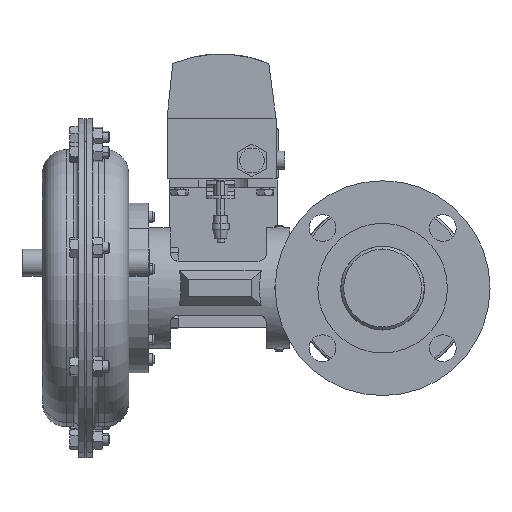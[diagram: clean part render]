
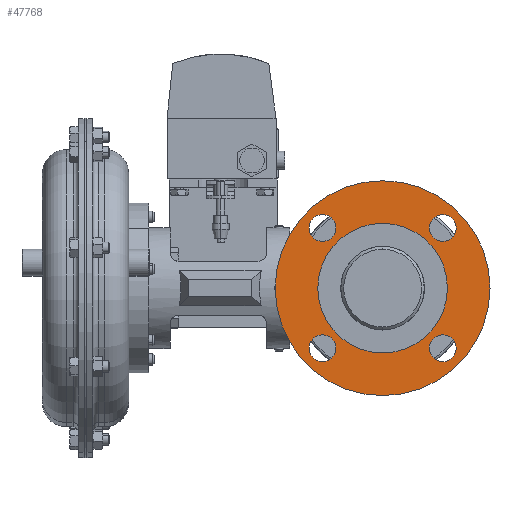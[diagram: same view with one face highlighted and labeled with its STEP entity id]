
A CAD part, left-side view. The second image highlights one B-rep face of the part: STEP entity #47768.
In plain terms, the highlighted planar face has unit normal (-1, 0, 0).
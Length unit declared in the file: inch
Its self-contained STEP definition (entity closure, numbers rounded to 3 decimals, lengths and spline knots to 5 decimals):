
#114 = DIRECTION ( 'NONE',  ( 0., 1., 0. ) ) ;
#229 = AXIS2_PLACEMENT_3D ( 'NONE', #36598, #14167, #40353 ) ;
#540 = ORIENTED_EDGE ( 'NONE', *, *, #19173, .F. ) ;
#619 = FACE_BOUND ( 'NONE', #29061, .T. ) ;
#799 = DIRECTION ( 'NONE',  ( 0., 1., 0. ) ) ;
#1020 = PLANE ( 'NONE',  #21934 ) ;
#2015 = VERTEX_POINT ( 'NONE', #10438 ) ;
#2102 = VERTEX_POINT ( 'NONE', #41277 ) ;
#3378 = DIRECTION ( 'NONE',  ( -1., 0., 0. ) ) ;
#3697 = DIRECTION ( 'NONE',  ( -1., 0., 0. ) ) ;
#3820 = ORIENTED_EDGE ( 'NONE', *, *, #22031, .F. ) ;
#4735 = ORIENTED_EDGE ( 'NONE', *, *, #12629, .F. ) ;
#4740 = CARTESIAN_POINT ( 'NONE',  ( -4.9375, 0., -1.81 ) ) ;
#4862 = VERTEX_POINT ( 'NONE', #17600 ) ;
#6053 = AXIS2_PLACEMENT_3D ( 'NONE', #19762, #46013, #23516 ) ;
#6397 = EDGE_CURVE ( 'NONE', #13239, #40580, #12516, .T. ) ;
#8399 = DIRECTION ( 'NONE',  ( 0., 1., 0. ) ) ;
#8441 = VERTEX_POINT ( 'NONE', #10908 ) ;
#9253 = FACE_OUTER_BOUND ( 'NONE', #30744, .T. ) ;
#9858 = CARTESIAN_POINT ( 'NONE',  ( -4.9375, 0., 0. ) ) ;
#9986 = EDGE_LOOP ( 'NONE', ( #27496, #34952 ) ) ;
#10438 = CARTESIAN_POINT ( 'NONE',  ( -4.9375, 2.05438, 1.67938 ) ) ;
#10581 = CIRCLE ( 'NONE', #30405, 3. ) ;
#10908 = CARTESIAN_POINT ( 'NONE',  ( -4.9375, 2.05438, -1.67938 ) ) ;
#12479 = CARTESIAN_POINT ( 'NONE',  ( -4.9375, 0., 0. ) ) ;
#12516 = CIRCLE ( 'NONE', #42608, 0.375 ) ;
#12629 = EDGE_CURVE ( 'NONE', #4862, #2015, #26870, .T. ) ;
#13091 = EDGE_CURVE ( 'NONE', #2102, #18109, #10581, .T. ) ;
#13239 = VERTEX_POINT ( 'NONE', #41412 ) ;
#13527 = DIRECTION ( 'NONE',  ( 0., 1., 0. ) ) ;
#14167 = DIRECTION ( 'NONE',  ( -1., 0., 0. ) ) ;
#14255 = DIRECTION ( 'NONE',  ( -1., 0., 0. ) ) ;
#14929 = DIRECTION ( 'NONE',  ( -1., 0., 0. ) ) ;
#15461 = VERTEX_POINT ( 'NONE', #28133 ) ;
#16176 = DIRECTION ( 'NONE',  ( 0., 1., 0. ) ) ;
#16209 = DIRECTION ( 'NONE',  ( -1., 0., 0. ) ) ;
#16429 = CIRCLE ( 'NONE', #36101, 0.375 ) ;
#17600 = CARTESIAN_POINT ( 'NONE',  ( -4.9375, 1.30438, 1.67938 ) ) ;
#18109 = VERTEX_POINT ( 'NONE', #30891 ) ;
#18228 = AXIS2_PLACEMENT_3D ( 'NONE', #37366, #14929, #41121 ) ;
#18722 = AXIS2_PLACEMENT_3D ( 'NONE', #19979, #46239, #23747 ) ;
#19002 = FACE_BOUND ( 'NONE', #22663, .T. ) ;
#19173 = EDGE_CURVE ( 'NONE', #8441, #47852, #47685, .T. ) ;
#19600 = ORIENTED_EDGE ( 'NONE', *, *, #33159, .T. ) ;
#19762 = CARTESIAN_POINT ( 'NONE',  ( -4.9375, -1.67938, -1.67938 ) ) ;
#19979 = CARTESIAN_POINT ( 'NONE',  ( -4.9375, 1.67938, 1.67938 ) ) ;
#20193 = FACE_BOUND ( 'NONE', #9986, .T. ) ;
#21290 = AXIS2_PLACEMENT_3D ( 'NONE', #12479, #38639, #16176 ) ;
#21662 = CARTESIAN_POINT ( 'NONE',  ( -4.9375, 1.81, 0. ) ) ;
#21934 = AXIS2_PLACEMENT_3D ( 'NONE', #4740, #41817, #8399 ) ;
#22031 = EDGE_CURVE ( 'NONE', #2015, #4862, #34643, .T. ) ;
#22208 = DIRECTION ( 'NONE',  ( -1., 0., 0. ) ) ;
#22376 = EDGE_CURVE ( 'NONE', #47852, #8441, #16429, .T. ) ;
#22458 = ORIENTED_EDGE ( 'NONE', *, *, #31300, .F. ) ;
#22663 = EDGE_LOOP ( 'NONE', ( #37889, #22458 ) ) ;
#22685 = AXIS2_PLACEMENT_3D ( 'NONE', #45363, #22868, #799 ) ;
#22868 = DIRECTION ( 'NONE',  ( -1., 0., 0. ) ) ;
#23210 = CARTESIAN_POINT ( 'NONE',  ( -4.9375, -2.05438, -1.67938 ) ) ;
#23333 = ORIENTED_EDGE ( 'NONE', *, *, #27785, .F. ) ;
#23516 = DIRECTION ( 'NONE',  ( 0., 1., 0. ) ) ;
#23561 = VERTEX_POINT ( 'NONE', #23210 ) ;
#23747 = DIRECTION ( 'NONE',  ( 0., 1., 0. ) ) ;
#24246 = CARTESIAN_POINT ( 'NONE',  ( -4.9375, 1.30438, -1.67938 ) ) ;
#24249 = EDGE_LOOP ( 'NONE', ( #23333, #40762 ) ) ;
#24328 = AXIS2_PLACEMENT_3D ( 'NONE', #25814, #3697, #29623 ) ;
#25400 = EDGE_CURVE ( 'NONE', #15461, #23561, #29470, .T. ) ;
#25498 = CARTESIAN_POINT ( 'NONE',  ( -4.9375, -1.67938, 1.67938 ) ) ;
#25814 = CARTESIAN_POINT ( 'NONE',  ( -4.9375, 1.67938, -1.67938 ) ) ;
#25945 = ORIENTED_EDGE ( 'NONE', *, *, #13091, .T. ) ;
#26149 = VERTEX_POINT ( 'NONE', #21662 ) ;
#26870 = CIRCLE ( 'NONE', #18722, 0.375 ) ;
#27496 = ORIENTED_EDGE ( 'NONE', *, *, #25400, .F. ) ;
#27785 = EDGE_CURVE ( 'NONE', #26149, #47105, #35239, .T. ) ;
#28133 = CARTESIAN_POINT ( 'NONE',  ( -4.9375, -1.30438, -1.67938 ) ) ;
#28317 = EDGE_CURVE ( 'NONE', #23561, #15461, #32287, .T. ) ;
#29013 = FACE_BOUND ( 'NONE', #24249, .T. ) ;
#29061 = EDGE_LOOP ( 'NONE', ( #540, #39987 ) ) ;
#29296 = DIRECTION ( 'NONE',  ( 0., 1., 0. ) ) ;
#29470 = CIRCLE ( 'NONE', #18228, 0.375 ) ;
#29623 = DIRECTION ( 'NONE',  ( 0., 1., 0. ) ) ;
#30254 = CIRCLE ( 'NONE', #21290, 1.81 ) ;
#30405 = AXIS2_PLACEMENT_3D ( 'NONE', #44685, #22208, #114 ) ;
#30744 = EDGE_LOOP ( 'NONE', ( #25945, #19600 ) ) ;
#30891 = CARTESIAN_POINT ( 'NONE',  ( -4.9375, -3., 0. ) ) ;
#31300 = EDGE_CURVE ( 'NONE', #40580, #13239, #42047, .T. ) ;
#31694 = EDGE_LOOP ( 'NONE', ( #3820, #4735 ) ) ;
#32287 = CIRCLE ( 'NONE', #6053, 0.375 ) ;
#33159 = EDGE_CURVE ( 'NONE', #18109, #2102, #33748, .T. ) ;
#33748 = CIRCLE ( 'NONE', #35461, 3. ) ;
#34643 = CIRCLE ( 'NONE', #42033, 0.375 ) ;
#34869 = CARTESIAN_POINT ( 'NONE',  ( -4.9375, -1.81, 0. ) ) ;
#34952 = ORIENTED_EDGE ( 'NONE', *, *, #28317, .F. ) ;
#35239 = CIRCLE ( 'NONE', #22685, 1.81 ) ;
#35461 = AXIS2_PLACEMENT_3D ( 'NONE', #9858, #35947, #13527 ) ;
#35572 = CARTESIAN_POINT ( 'NONE',  ( -4.9375, -2.05438, 1.67938 ) ) ;
#35947 = DIRECTION ( 'NONE',  ( -1., 0., 0. ) ) ;
#36101 = AXIS2_PLACEMENT_3D ( 'NONE', #36681, #14255, #40432 ) ;
#36598 = CARTESIAN_POINT ( 'NONE',  ( -4.9375, -1.67938, 1.67938 ) ) ;
#36681 = CARTESIAN_POINT ( 'NONE',  ( -4.9375, 1.67938, -1.67938 ) ) ;
#37366 = CARTESIAN_POINT ( 'NONE',  ( -4.9375, -1.67938, -1.67938 ) ) ;
#37889 = ORIENTED_EDGE ( 'NONE', *, *, #6397, .F. ) ;
#38639 = DIRECTION ( 'NONE',  ( -1., 0., 0. ) ) ;
#38666 = CARTESIAN_POINT ( 'NONE',  ( -4.9375, 1.67938, 1.67938 ) ) ;
#39987 = ORIENTED_EDGE ( 'NONE', *, *, #22376, .F. ) ;
#40353 = DIRECTION ( 'NONE',  ( 0., 1., 0. ) ) ;
#40432 = DIRECTION ( 'NONE',  ( 0., 1., 0. ) ) ;
#40580 = VERTEX_POINT ( 'NONE', #35572 ) ;
#40762 = ORIENTED_EDGE ( 'NONE', *, *, #47091, .F. ) ;
#41121 = DIRECTION ( 'NONE',  ( 0., 1., 0. ) ) ;
#41277 = CARTESIAN_POINT ( 'NONE',  ( -4.9375, 3., 0. ) ) ;
#41357 = FACE_BOUND ( 'NONE', #31694, .T. ) ;
#41412 = CARTESIAN_POINT ( 'NONE',  ( -4.9375, -1.30438, 1.67938 ) ) ;
#41817 = DIRECTION ( 'NONE',  ( -1., 0., 0. ) ) ;
#42033 = AXIS2_PLACEMENT_3D ( 'NONE', #38666, #16209, #42427 ) ;
#42047 = CIRCLE ( 'NONE', #229, 0.375 ) ;
#42427 = DIRECTION ( 'NONE',  ( 0., 1., 0. ) ) ;
#42608 = AXIS2_PLACEMENT_3D ( 'NONE', #25498, #3378, #29296 ) ;
#44685 = CARTESIAN_POINT ( 'NONE',  ( -4.9375, 0., 0. ) ) ;
#45363 = CARTESIAN_POINT ( 'NONE',  ( -4.9375, 0., 0. ) ) ;
#46013 = DIRECTION ( 'NONE',  ( -1., 0., 0. ) ) ;
#46239 = DIRECTION ( 'NONE',  ( -1., 0., 0. ) ) ;
#47091 = EDGE_CURVE ( 'NONE', #47105, #26149, #30254, .T. ) ;
#47105 = VERTEX_POINT ( 'NONE', #34869 ) ;
#47685 = CIRCLE ( 'NONE', #24328, 0.375 ) ;
#47768 = ADVANCED_FACE ( 'NONE', ( #619, #20193, #19002, #41357, #9253, #29013 ), #1020, .T. ) ;
#47852 = VERTEX_POINT ( 'NONE', #24246 ) ;
